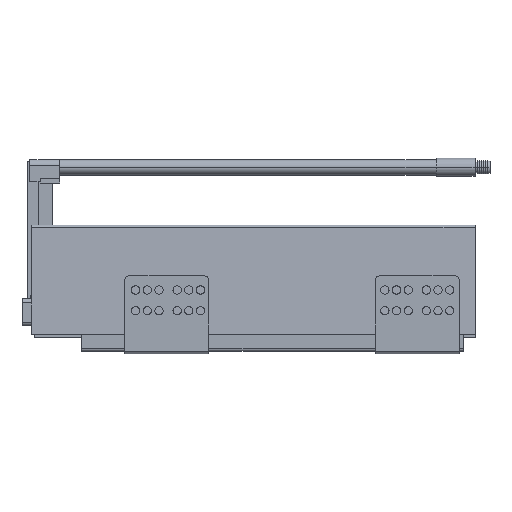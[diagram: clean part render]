
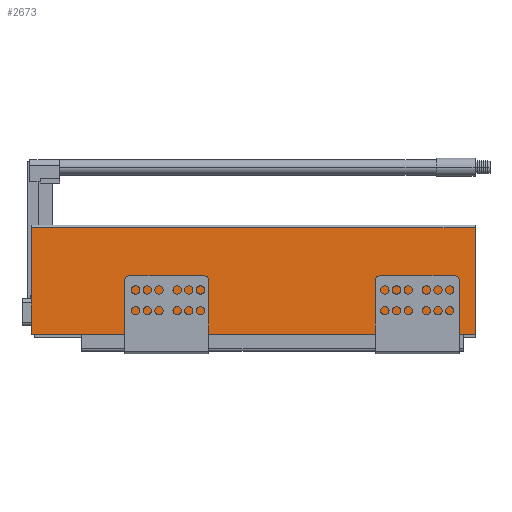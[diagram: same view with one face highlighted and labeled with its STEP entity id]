
A CAD part, top view. The second image highlights one B-rep face of the part: STEP entity #2673.
In plain terms, the highlighted planar face has unit normal (0, 0.052, 0.999).
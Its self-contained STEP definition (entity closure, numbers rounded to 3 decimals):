
#377 = DIRECTION ( 'NONE',  ( 0., 0.999, -0.052 ) ) ;
#650 = DIRECTION ( 'NONE',  ( 0., 0.999, -0.052 ) ) ;
#1023 = CARTESIAN_POINT ( 'NONE',  ( -342., 82.129, 62.296 ) ) ;
#1198 = VERTEX_POINT ( 'NONE', #7974 ) ;
#1646 = VECTOR ( 'NONE', #377, 1000. ) ;
#1835 = ORIENTED_EDGE ( 'NONE', *, *, #8271, .F. ) ;
#2580 = FACE_OUTER_BOUND ( 'NONE', #10994, .T. ) ;
#2632 = LINE ( 'NONE', #7332, #6586 ) ;
#2673 = ADVANCED_FACE ( 'NONE', ( #2580 ), #7102, .T. ) ;
#3033 = DIRECTION ( 'NONE',  ( 1., 0., 0. ) ) ;
#3382 = VERTEX_POINT ( 'NONE', #11110 ) ;
#4712 = CARTESIAN_POINT ( 'NONE',  ( 0., 0., 66.6 ) ) ;
#5518 = CARTESIAN_POINT ( 'NONE',  ( -342., 0., 66.6 ) ) ;
#5540 = VERTEX_POINT ( 'NONE', #1023 ) ;
#6224 = VECTOR ( 'NONE', #6651, 1000. ) ;
#6544 = ORIENTED_EDGE ( 'NONE', *, *, #9656, .T. ) ;
#6586 = VECTOR ( 'NONE', #650, 1000. ) ;
#6651 = DIRECTION ( 'NONE',  ( 1., 0., 0. ) ) ;
#7102 = PLANE ( 'NONE',  #9584 ) ;
#7194 = VECTOR ( 'NONE', #3033, 1000. ) ;
#7332 = CARTESIAN_POINT ( 'NONE',  ( -342., 0., 66.6 ) ) ;
#7654 = ORIENTED_EDGE ( 'NONE', *, *, #10837, .F. ) ;
#7674 = LINE ( 'NONE', #11317, #7194 ) ;
#7974 = CARTESIAN_POINT ( 'NONE',  ( 0., 82.129, 62.296 ) ) ;
#8246 = EDGE_CURVE ( 'NONE', #3382, #11308, #7674, .T. ) ;
#8271 = EDGE_CURVE ( 'NONE', #5540, #1198, #9427, .T. ) ;
#8630 = ORIENTED_EDGE ( 'NONE', *, *, #8246, .T. ) ;
#8976 = DIRECTION ( 'NONE',  ( 0., 0.999, -0.052 ) ) ;
#9427 = LINE ( 'NONE', #11377, #6224 ) ;
#9556 = CARTESIAN_POINT ( 'NONE',  ( 0., 0., 66.6 ) ) ;
#9584 = AXIS2_PLACEMENT_3D ( 'NONE', #5518, #11770, #8976 ) ;
#9656 = EDGE_CURVE ( 'NONE', #11308, #1198, #11935, .T. ) ;
#10837 = EDGE_CURVE ( 'NONE', #3382, #5540, #2632, .T. ) ;
#10994 = EDGE_LOOP ( 'NONE', ( #6544, #1835, #7654, #8630 ) ) ;
#11110 = CARTESIAN_POINT ( 'NONE',  ( -342., 0., 66.6 ) ) ;
#11308 = VERTEX_POINT ( 'NONE', #4712 ) ;
#11317 = CARTESIAN_POINT ( 'NONE',  ( -342., 0., 66.6 ) ) ;
#11377 = CARTESIAN_POINT ( 'NONE',  ( -342., 82.129, 62.296 ) ) ;
#11770 = DIRECTION ( 'NONE',  ( 0., 0.052, 0.999 ) ) ;
#11935 = LINE ( 'NONE', #9556, #1646 ) ;
